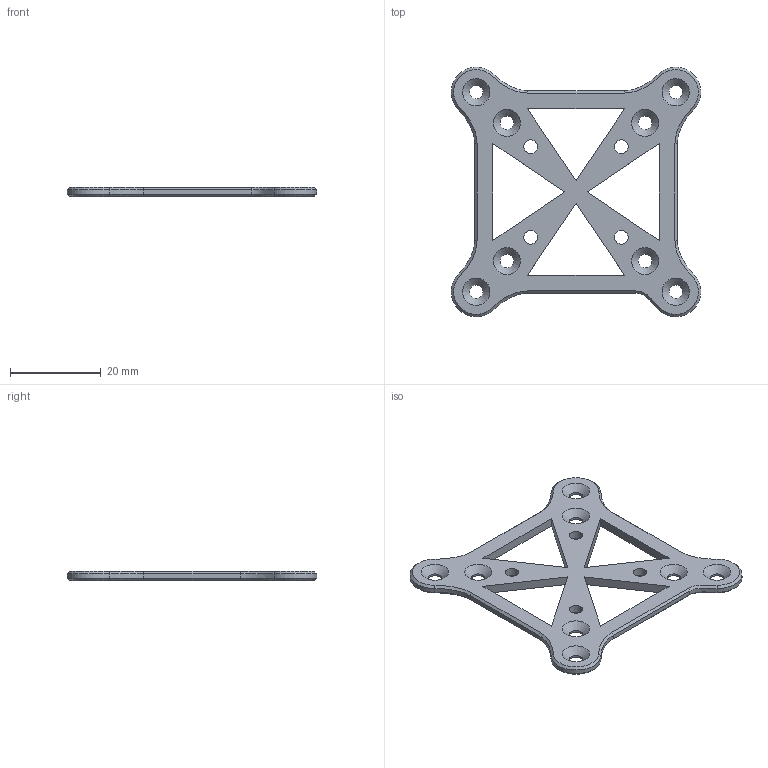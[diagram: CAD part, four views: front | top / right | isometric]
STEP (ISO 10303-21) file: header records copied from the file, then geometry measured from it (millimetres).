
FILE_DESCRIPTION(/* description */ (''),/* implementation_level */ '2;1');
FILE_NAME(/* name */ 'JM OpenRacer Bottom Plate 2mm.step',/* time_stamp */ '2025-08-27T15:03:47+04:00',/* author */ (''),/* organization */ (''),/* preprocessor_version */ 'ST-DEVELOPER v20.1',/* originating_system */ 'Autodesk Translation Framework v14.10.0.0',/* authorisation */ '');
FILE_SCHEMA (('AUTOMOTIVE_DESIGN { 1 0 10303 214 3 1 1 }'));
Length unit declared in the file: millimetre
Products named in the file (1): OpenRacer Light
Bounding box: 54.96 x 54.96 x 2 mm (x, y, z)
Volume: 2912.4 mm3; surface area: 4054.9 mm2
Topology: 1 solids, 1 shells, 82 faces, 224 edges, 144 vertices
Faces by surface type: plane 26, bspline 24, cone 16, cylinder 16
Full cylindrical faces by diameter (mm): 3 x12
Entity records: 3223 total; most frequent: CARTESIAN_POINT 1155, ORIENTED_EDGE 448, DIRECTION 358, EDGE_CURVE 224, VERTEX_POINT 144, LINE 128, VECTOR 128, AXIS2_PLACEMENT_3D 115
